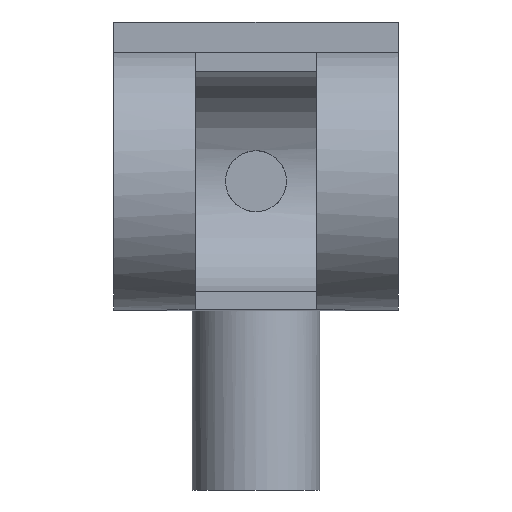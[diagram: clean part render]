
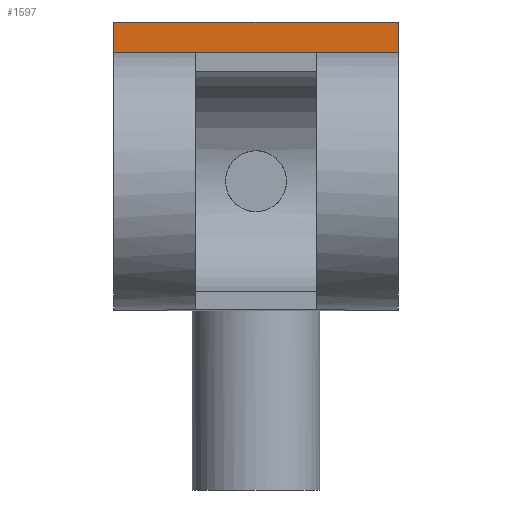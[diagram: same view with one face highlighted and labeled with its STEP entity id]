
A CAD part, front view. The second image highlights one B-rep face of the part: STEP entity #1597.
In plain terms, the highlighted planar face has unit normal (0, -1, 0).
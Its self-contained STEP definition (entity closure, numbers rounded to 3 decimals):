
#42 = CARTESIAN_POINT ( 'NONE',  ( 70., -9., 78.364 ) ) ;
#77 = VECTOR ( 'NONE', #1913, 1000. ) ;
#123 = VERTEX_POINT ( 'NONE', #42 ) ;
#136 = ORIENTED_EDGE ( 'NONE', *, *, #1910, .F. ) ;
#213 = FACE_OUTER_BOUND ( 'NONE', #1166, .T. ) ;
#351 = VECTOR ( 'NONE', #2355, 1000. ) ;
#399 = LINE ( 'NONE', #1378, #351 ) ;
#538 = VECTOR ( 'NONE', #2906, 1000. ) ;
#945 = CARTESIAN_POINT ( 'NONE',  ( 70., -9., 78.364 ) ) ;
#959 = DIRECTION ( 'NONE',  ( 0., 0., 1. ) ) ;
#968 = LINE ( 'NONE', #1935, #538 ) ;
#1026 = LINE ( 'NONE', #1997, #1630 ) ;
#1107 = AXIS2_PLACEMENT_3D ( 'NONE', #2164, #3135, #959 ) ;
#1166 = EDGE_LOOP ( 'NONE', ( #2372, #2815, #136, #2185 ) ) ;
#1193 = PLANE ( 'NONE',  #1107 ) ;
#1378 = CARTESIAN_POINT ( 'NONE',  ( 70., -9., 63.364 ) ) ;
#1389 = VERTEX_POINT ( 'NONE', #1500 ) ;
#1500 = CARTESIAN_POINT ( 'NONE',  ( -70., -9., 78.364 ) ) ;
#1590 = VERTEX_POINT ( 'NONE', #2415 ) ;
#1597 = ADVANCED_FACE ( 'NONE', ( #213 ), #1193, .F. ) ;
#1630 = VECTOR ( 'NONE', #2970, 1000. ) ;
#1910 = EDGE_CURVE ( 'NONE', #123, #2393, #968, .T. ) ;
#1913 = DIRECTION ( 'NONE',  ( -1., 0., 0. ) ) ;
#1935 = CARTESIAN_POINT ( 'NONE',  ( 70., -9., 78.364 ) ) ;
#1997 = CARTESIAN_POINT ( 'NONE',  ( -70., -9., 78.364 ) ) ;
#2072 = EDGE_CURVE ( 'NONE', #123, #1389, #3121, .T. ) ;
#2164 = CARTESIAN_POINT ( 'NONE',  ( 70., -9., 78.364 ) ) ;
#2185 = ORIENTED_EDGE ( 'NONE', *, *, #2072, .T. ) ;
#2355 = DIRECTION ( 'NONE',  ( -1., 0., 0. ) ) ;
#2372 = ORIENTED_EDGE ( 'NONE', *, *, #2940, .T. ) ;
#2393 = VERTEX_POINT ( 'NONE', #2868 ) ;
#2415 = CARTESIAN_POINT ( 'NONE',  ( -70., -9., 63.364 ) ) ;
#2815 = ORIENTED_EDGE ( 'NONE', *, *, #3117, .F. ) ;
#2868 = CARTESIAN_POINT ( 'NONE',  ( 70., -9., 63.364 ) ) ;
#2906 = DIRECTION ( 'NONE',  ( 0., 0., -1. ) ) ;
#2940 = EDGE_CURVE ( 'NONE', #1389, #1590, #1026, .T. ) ;
#2970 = DIRECTION ( 'NONE',  ( 0., 0., -1. ) ) ;
#3117 = EDGE_CURVE ( 'NONE', #2393, #1590, #399, .T. ) ;
#3121 = LINE ( 'NONE', #945, #77 ) ;
#3135 = DIRECTION ( 'NONE',  ( 0., 1., 0. ) ) ;
